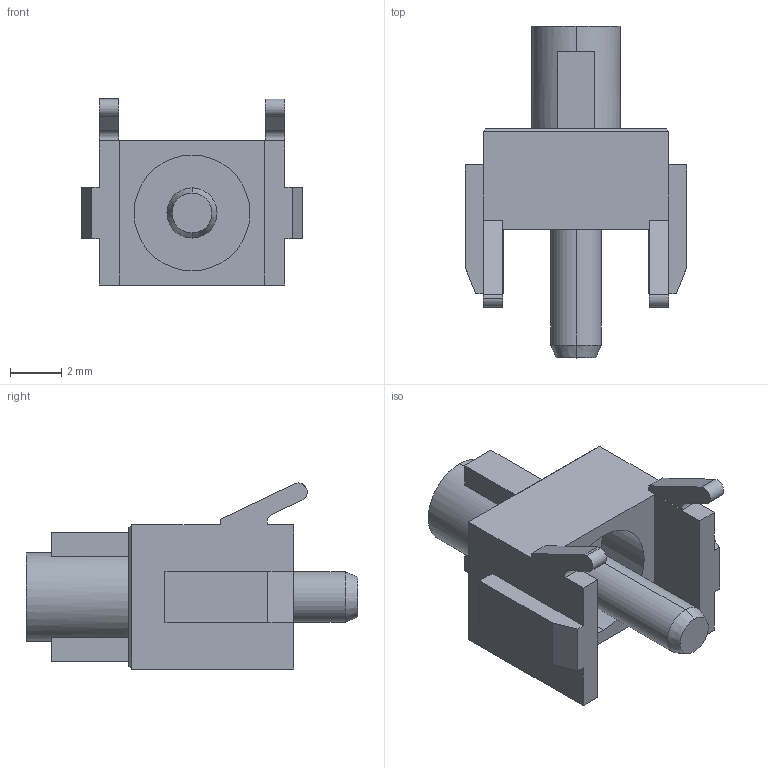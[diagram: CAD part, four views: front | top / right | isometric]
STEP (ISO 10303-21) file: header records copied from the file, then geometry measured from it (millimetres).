
FILE_DESCRIPTION (( 'STEP AP214' ), '1' );
FILE_NAME ('topreLinearStem.STEP', '2020-06-26T20:25:38', ( '' ), ( '' ), 'SwSTEP 2.0', 'SolidWorks 2019', '' );
FILE_SCHEMA (( 'AUTOMOTIVE_DESIGN' ));
Length unit declared in the file: millimetre
Products named in the file (1): topreLinearStem
Bounding box: 8.6 x 12.9 x 7.23 mm (x, y, z)
Volume: 225.7 mm3; surface area: 406.7 mm2
Topology: 1 solids, 1 shells, 56 faces, 147 edges, 96 vertices
Faces by surface type: plane 43, cylinder 11, cone 2
Entity records: 1745 total; most frequent: CARTESIAN_POINT 300, ORIENTED_EDGE 294, DIRECTION 289, EDGE_CURVE 147, VECTOR 119, LINE 119, VERTEX_POINT 96, AXIS2_PLACEMENT_3D 85
